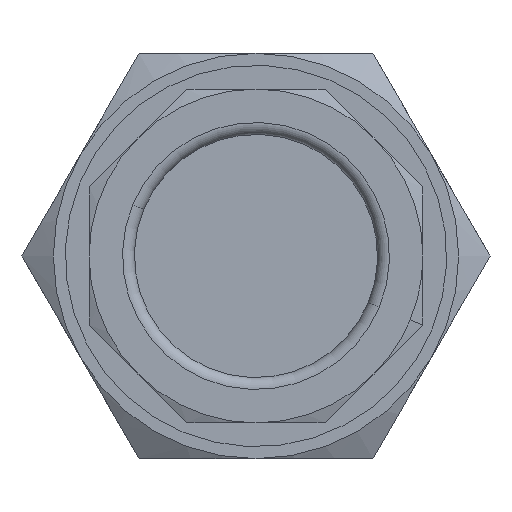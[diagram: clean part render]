
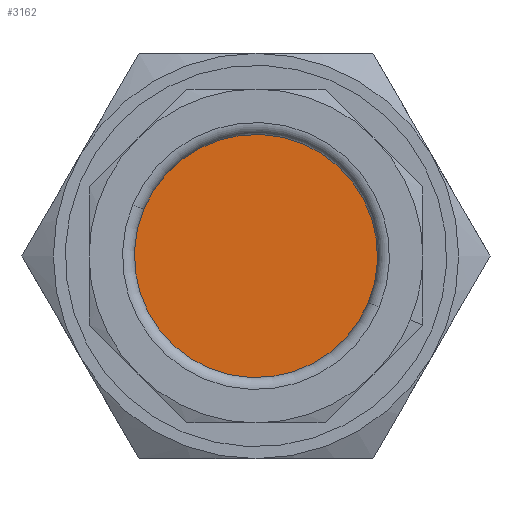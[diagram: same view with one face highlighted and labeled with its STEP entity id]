
A CAD part, front view. The second image highlights one B-rep face of the part: STEP entity #3162.
In plain terms, the highlighted planar face has unit normal (0, -1, 0).
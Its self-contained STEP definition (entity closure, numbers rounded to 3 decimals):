
#84 = AXIS2_PLACEMENT_3D ( 'NONE', #575, #576, #577 ) ;
#121 = AXIS2_PLACEMENT_3D ( 'NONE', #3731, #3732, #3733 ) ;
#263 = EDGE_CURVE ( 'NONE', #1804, #1807, #819, .T. ) ;
#575 = CARTESIAN_POINT ( 'NONE',  ( 0., -48.225, 0. ) ) ;
#576 = DIRECTION ( 'NONE',  ( 0., -1., 0. ) ) ;
#577 = DIRECTION ( 'NONE',  ( 0., 0., -1. ) ) ;
#620 = CARTESIAN_POINT ( 'NONE',  ( 4.712, -48.225, -1.952 ) ) ;
#623 = CARTESIAN_POINT ( 'NONE',  ( -4.712, -48.225, 1.952 ) ) ;
#819 = CIRCLE ( 'NONE', #84, 5.1 ) ;
#902 = CIRCLE ( 'NONE', #121, 5.1 ) ;
#1666 = ORIENTED_EDGE ( 'NONE', *, *, #2847, .T. ) ;
#1667 = ORIENTED_EDGE ( 'NONE', *, *, #263, .T. ) ;
#1804 = VERTEX_POINT ( 'NONE', #620 ) ;
#1807 = VERTEX_POINT ( 'NONE', #623 ) ;
#2847 = EDGE_CURVE ( 'NONE', #1807, #1804, #902, .T. ) ;
#2908 = FACE_OUTER_BOUND ( 'NONE', #3058, .T. ) ;
#3058 = EDGE_LOOP ( 'NONE', ( #1666, #1667 ) ) ;
#3162 = ADVANCED_FACE ( 'NONE', ( #2908 ), #4634, .T. ) ;
#3385 = AXIS2_PLACEMENT_3D ( 'NONE', #4642, #4643, #4644 ) ;
#3731 = CARTESIAN_POINT ( 'NONE',  ( 0., -48.225, 0. ) ) ;
#3732 = DIRECTION ( 'NONE',  ( 0., -1., 0. ) ) ;
#3733 = DIRECTION ( 'NONE',  ( 0., 0., -1. ) ) ;
#4634 = PLANE ( 'NONE',  #3385 ) ;
#4642 = CARTESIAN_POINT ( 'NONE',  ( 0., -48.225, 0. ) ) ;
#4643 = DIRECTION ( 'NONE',  ( 0., -1., 0. ) ) ;
#4644 = DIRECTION ( 'NONE',  ( 0., 0., -1. ) ) ;
